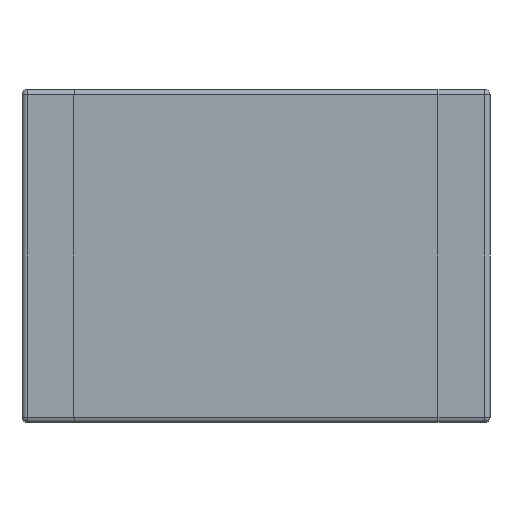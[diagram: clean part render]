
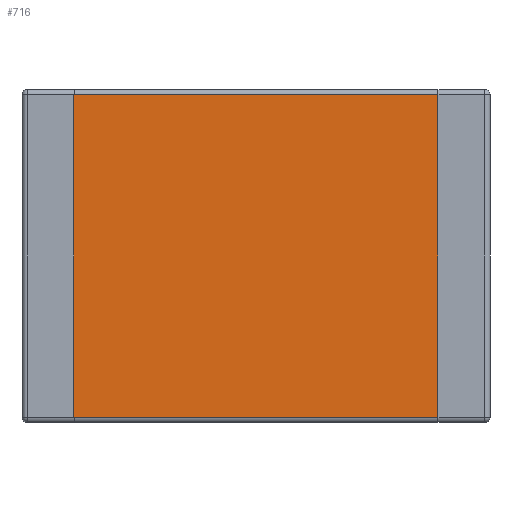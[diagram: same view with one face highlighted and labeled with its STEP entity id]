
A CAD part, front view. The second image highlights one B-rep face of the part: STEP entity #716.
In plain terms, the highlighted planar face has unit normal (0, -1, 0).
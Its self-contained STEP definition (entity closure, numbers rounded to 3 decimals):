
#488 = ORIENTED_EDGE ( 'NONE', *, *, #490, .T. ) ;
#489 = ORIENTED_EDGE ( 'NONE', *, *, #553, .F. ) ;
#490 = EDGE_CURVE ( 'NONE', #583, #654, #871, .T. ) ;
#500 = EDGE_CURVE ( 'NONE', #532, #550, #964, .T. ) ;
#531 = ORIENTED_EDGE ( 'NONE', *, *, #500, .T. ) ;
#532 = VERTEX_POINT ( 'NONE', #1042 ) ;
#535 = ORIENTED_EDGE ( 'NONE', *, *, #590, .F. ) ;
#550 = VERTEX_POINT ( 'NONE', #1135 ) ;
#553 = EDGE_CURVE ( 'NONE', #583, #550, #1130, .T. ) ;
#583 = VERTEX_POINT ( 'NONE', #1208 ) ;
#590 = EDGE_CURVE ( 'NONE', #532, #654, #1197, .T. ) ;
#654 = VERTEX_POINT ( 'NONE', #1421 ) ;
#716 = ADVANCED_FACE ( 'NONE', ( #1664 ), #1643, .T. ) ;
#717 = EDGE_LOOP ( 'NONE', ( #535, #531, #489, #488 ) ) ;
#868 = DIRECTION ( 'NONE',  ( -1., 0., 0. ) ) ;
#869 = VECTOR ( 'NONE', #868, 1000. ) ;
#870 = CARTESIAN_POINT ( 'NONE',  ( -2.25, 0., 1.55 ) ) ;
#871 = LINE ( 'NONE', #870, #869 ) ;
#961 = DIRECTION ( 'NONE',  ( 1., 0., 0. ) ) ;
#962 = VECTOR ( 'NONE', #961, 1000. ) ;
#963 = CARTESIAN_POINT ( 'NONE',  ( 2.25, 0., -1.55 ) ) ;
#964 = LINE ( 'NONE', #963, #962 ) ;
#1042 = CARTESIAN_POINT ( 'NONE',  ( -1.75, 0., -1.55 ) ) ;
#1127 = DIRECTION ( 'NONE',  ( 0., 0., -1. ) ) ;
#1128 = VECTOR ( 'NONE', #1127, 1000. ) ;
#1129 = CARTESIAN_POINT ( 'NONE',  ( 1.75, 0., -1.6 ) ) ;
#1130 = LINE ( 'NONE', #1129, #1128 ) ;
#1135 = CARTESIAN_POINT ( 'NONE',  ( 1.75, 0., -1.55 ) ) ;
#1193 = DIRECTION ( 'NONE',  ( 0., 0., 1. ) ) ;
#1194 = VECTOR ( 'NONE', #1193, 1000. ) ;
#1195 = CARTESIAN_POINT ( 'NONE',  ( -1.75, 0., -1.6 ) ) ;
#1197 = LINE ( 'NONE', #1195, #1194 ) ;
#1208 = CARTESIAN_POINT ( 'NONE',  ( 1.75, 0., 1.55 ) ) ;
#1421 = CARTESIAN_POINT ( 'NONE',  ( -1.75, 0., 1.55 ) ) ;
#1639 = DIRECTION ( 'NONE',  ( 0., 0., -1. ) ) ;
#1640 = DIRECTION ( 'NONE',  ( 0., -1., 0. ) ) ;
#1641 = CARTESIAN_POINT ( 'NONE',  ( 2.25, 0., -1.6 ) ) ;
#1642 = AXIS2_PLACEMENT_3D ( 'NONE', #1641, #1640, #1639 ) ;
#1643 = PLANE ( 'NONE',  #1642 ) ;
#1664 = FACE_OUTER_BOUND ( 'NONE', #717, .T. ) ;
